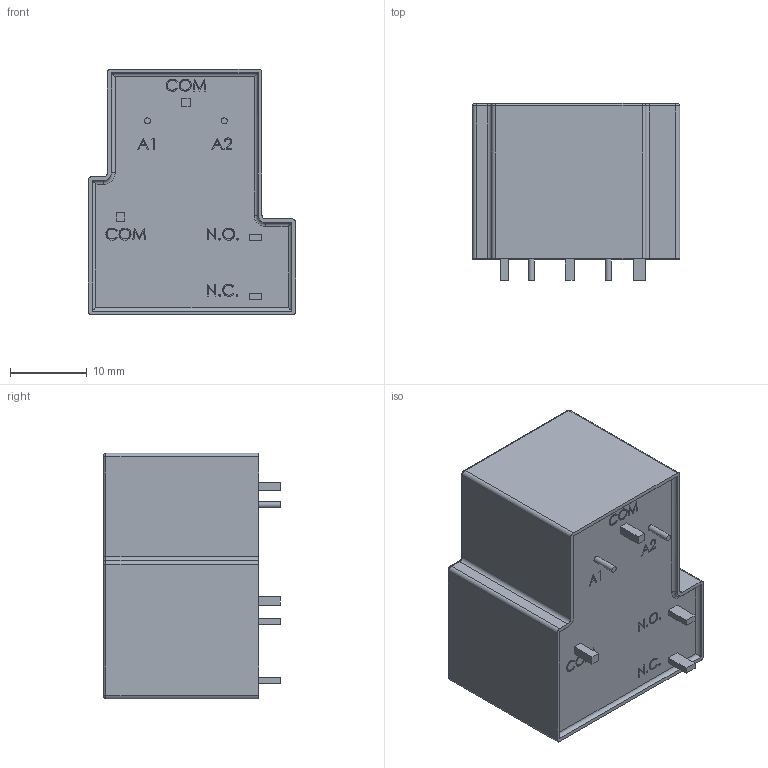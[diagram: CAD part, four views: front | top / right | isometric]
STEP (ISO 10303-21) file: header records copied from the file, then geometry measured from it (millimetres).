
FILE_DESCRIPTION(('FreeCAD Model'),'2;1');
FILE_NAME('Open CASCADE Shape Model','2024-05-14T23:18:48',('Author'),( ''),'Open CASCADE STEP processor 7.6','FreeCAD','Unknown');
FILE_SCHEMA(('AP242_MANAGED_MODEL_BASED_3D_ENGINEERING_MIM_LF. {1 0 10303 442 1 1 4 }'));
Length unit declared in the file: millimetre
Products named in the file (1): T9
Bounding box: 27 x 23 x 32 mm (x, y, z)
Volume: 14661.1 mm3; surface area: 3950.2 mm2
Topology: 1 solids, 1 shells, 486 faces, 1263 edges, 834 vertices
Faces by surface type: plane 277, bspline 168, cylinder 33, torus 6, sphere 2
Full cylindrical faces by diameter (mm): 0.8 x2, 1.5 x1
Entity records: 26870 total; most frequent: CARTESIAN_POINT 12975, ORIENTED_EDGE 2524, DIRECTION 1664, EDGE_CURVE 1262, LINE 858, VECTOR 858, VERTEX_POINT 834, FACE_BOUND 542
